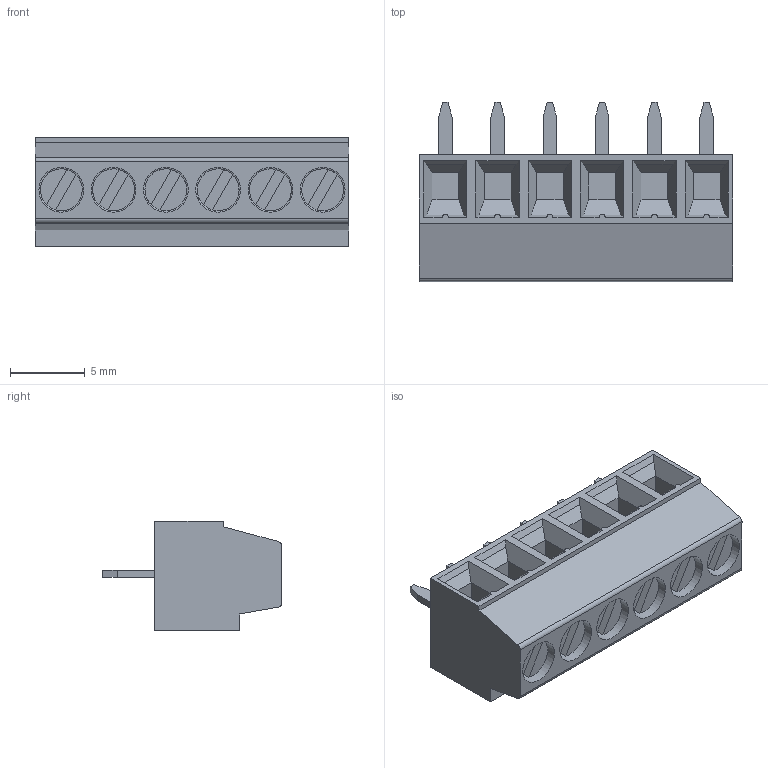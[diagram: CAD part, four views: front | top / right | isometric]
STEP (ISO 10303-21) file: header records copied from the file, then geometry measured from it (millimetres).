
FILE_DESCRIPTION( ( 'STEP AP214' ), '1' );
FILE_NAME( 'MV136-3,5-V-L.stp', ' ', ( ' ' ), ( ' ' ), 'PSStep 14.0', 'VISI 19.0', ' ' );
FILE_SCHEMA( ( 'AUTOMOTIVE_DESIGN { 1 0 10303 214 1 1 1 1 }' ) );
Length unit declared in the file: millimetre
Products named in the file (1): 1
Bounding box: 21 x 12 x 7.3 mm (x, y, z)
Volume: 976.7 mm3; surface area: 1259.7 mm2
Topology: 1 solids, 1 shells, 210 faces, 516 edges, 338 vertices
Faces by surface type: plane 166, cylinder 32, cone 6, torus 6
Full cylindrical faces by diameter (mm): 2 x6, 2.1 x6, 2.8 x6, 3 x6
Entity records: 7491 total; most frequent: CARTESIAN_POINT 993, DIRECTION 984, ORIENTED_EDGE 924, EDGE_CURVE 462, LINE 362, VECTOR 362, VERTEX_POINT 320, AXIS2_PLACEMENT_3D 311
